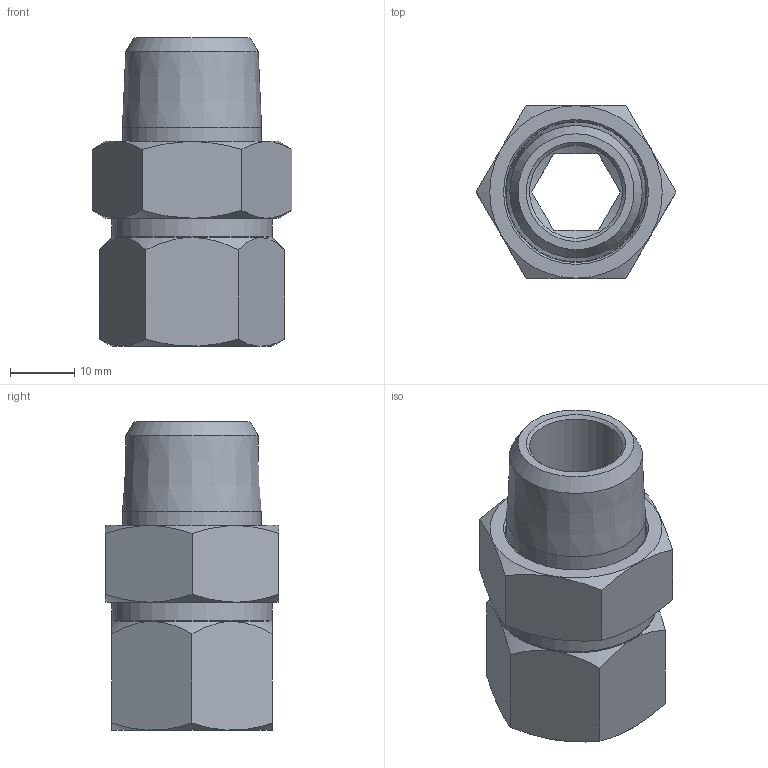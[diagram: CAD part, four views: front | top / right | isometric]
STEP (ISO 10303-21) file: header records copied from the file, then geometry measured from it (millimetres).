
FILE_DESCRIPTION(( 'RA.16B12.12.stp' ), '1');
FILE_NAME( 'RA.16B12.12.stp', '2018-09-19T08:50:00',( 'Sopra'),('sopra-pneumatic.com'), 'SwSTEP 2.0','SolidWorks 2009','' );
FILE_SCHEMA (('AUTOMOTIVE_DESIGN {1 0 10303 214 3 1 1}'));
Length unit declared in the file: millimetre
Products named in the file (4): NC27512NI; NC27512BNI; NC27012ANI; NC27012CNI
Assembly tree (3 placements, depth 2):
  NC27512NI
    NC27512BNI
    NC27012ANI
    NC27012CNI
Bounding box: 31.18 x 27 x 48.19 mm (x, y, z)
Volume: 13917 mm3; surface area: 9732.9 mm2
Topology: 3 solids, 3 shells, 61 faces, 135 edges, 83 vertices
Faces by surface type: plane 27, cone 21, cylinder 12, torus 1
Full cylindrical faces by diameter (mm): 14.5 x1, 15 x1, 19 x2, 19.5 x1, 21.7 x1, 22 x1, 23.5 x3, 25 x2
Entity records: 2106 total; most frequent: CARTESIAN_POINT 453, DIRECTION 228, ORIENTED_EDGE 200, AXIS2_PLACEMENT_3D 105, EDGE_CURVE 100, EDGE_LOOP 98, FACE_BOUND 98, VERTEX_POINT 76
